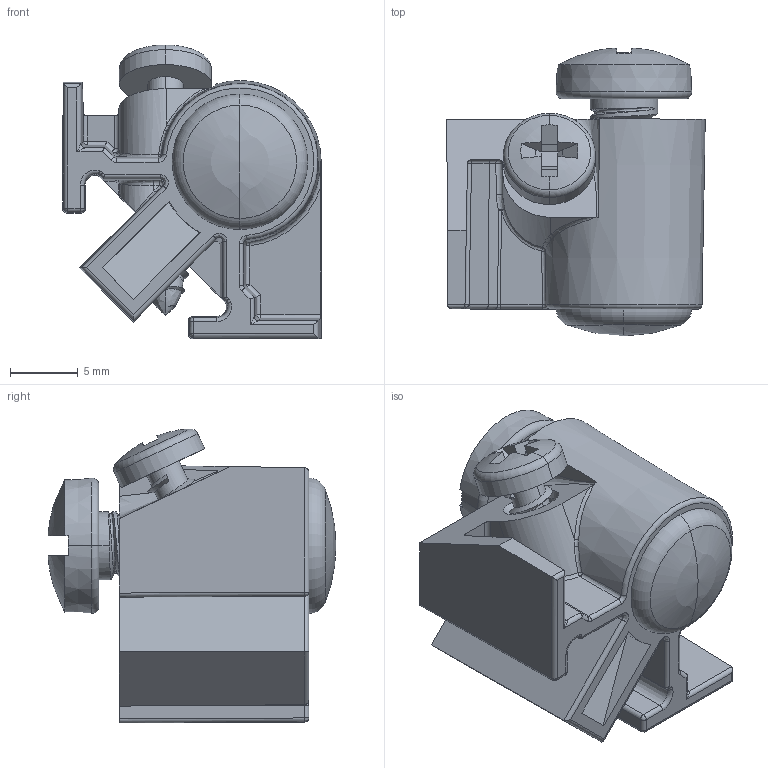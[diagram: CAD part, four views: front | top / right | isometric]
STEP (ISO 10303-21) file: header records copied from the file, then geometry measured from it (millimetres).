
FILE_DESCRIPTION((''),'2;1');
FILE_NAME('OEL1_ASM','2017-05-23T',('kjell_andersson'),(''),'CREO PARAMETRIC BY PTC INC, 2015290','CREO PARAMETRIC BY PTC INC, 2015290','');
FILE_SCHEMA(('AUTOMOTIVE_DESIGN { 1 0 10303 214 1 1 1 1 }'));
Length unit declared in the file: millimetre
Products named in the file (6): PMR1824; HIT_M5; PLC48; PLP33; PMR2755; OEL1_ASM
Assembly tree (5 placements, depth 2):
  OEL1_ASM
    PMR1824
    HIT_M5
    PLC48
    PLP33
    PMR2755
Bounding box: 19.07 x 21.24 x 21.69 mm (x, y, z)
Volume: 3252.3 mm3; surface area: 3891.2 mm2
Topology: 5 solids, 5 shells, 421 faces, 1113 edges, 697 vertices
Faces by surface type: plane 178, cylinder 135, bspline 49, cone 31, sphere 16, torus 12
Entity records: 24926 total; most frequent: CARTESIAN_POINT 11117, ORIENTED_EDGE 2196, DIRECTION 1892, EDGE_CURVE 1098, VERTEX_POINT 697, AXIS2_PLACEMENT_3D 682, PRESENTATION_STYLE_ASSIGNMENT 560, STYLED_ITEM 560
